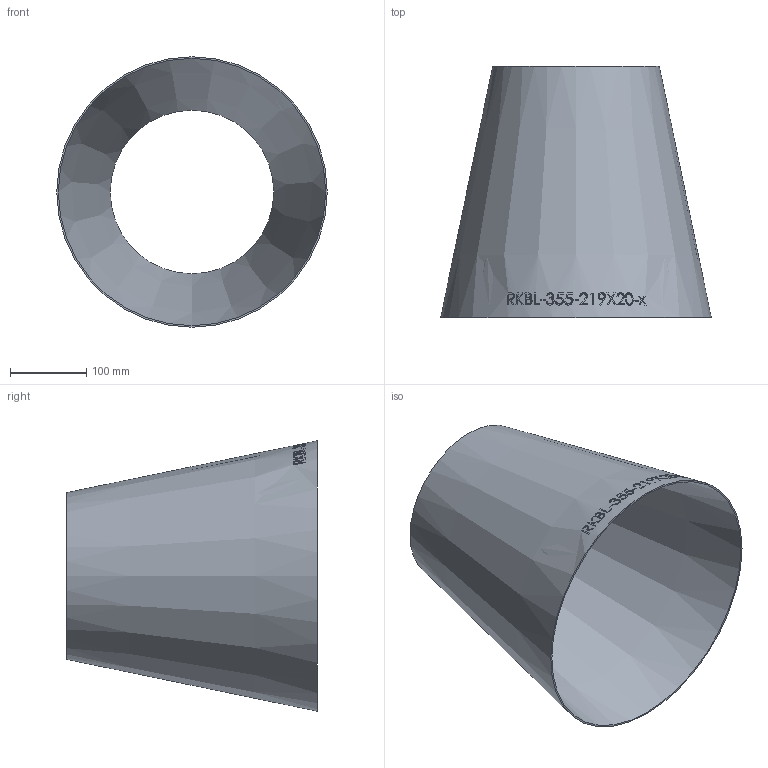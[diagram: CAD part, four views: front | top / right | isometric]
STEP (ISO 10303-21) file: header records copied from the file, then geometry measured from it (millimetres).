
FILE_DESCRIPTION (( 'STEP AP214' ), '1' );
FILE_NAME ('RK-355-219X20-x Reduzierung aus Blech 2006.STEP', '2020-06-04T12:11:39', ( '' ), ( '' ), 'SwSTEP 2.0', 'SolidWorks 2019', '' );
FILE_SCHEMA (( 'AUTOMOTIVE_DESIGN' ));
Length unit declared in the file: millimetre
Products named in the file (1): RK-355-219X20-x Reduzierung aus Blech 2006
Bounding box: 355.6 x 330 x 355.6 mm (x, y, z)
Volume: 602200.9 mm3; surface area: 607751.2 mm2
Topology: 1 solids, 1 shells, 209 faces, 555 edges, 370 vertices
Faces by surface type: bspline 183, cone 24, plane 2
Entity records: 35640 total; most frequent: CARTESIAN_POINT 29839, ORIENTED_EDGE 1106, EDGE_CURVE 553, B_SPLINE_CURVE_WITH_KNOTS 549, VERTEX_POINT 370, EDGE_LOOP 235, FACE_OUTER_BOUND 209, ADVANCED_FACE 209
